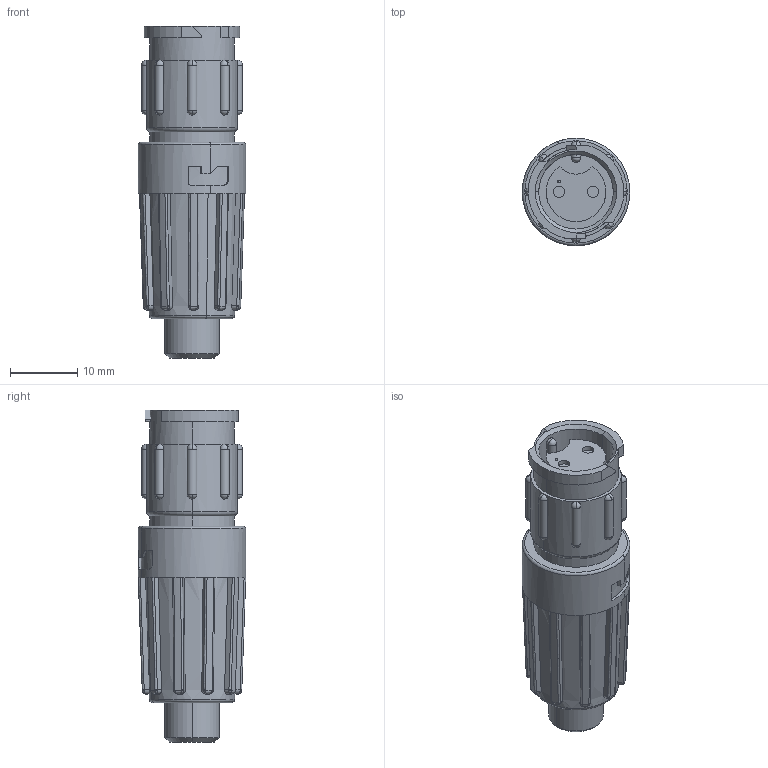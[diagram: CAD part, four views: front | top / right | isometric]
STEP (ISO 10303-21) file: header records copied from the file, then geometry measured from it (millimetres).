
FILE_DESCRIPTION (( 'STEP AP203' ), '1' );
FILE_NAME ('W8280-2SG-P-5XX.STEP', '2021-03-12T21:18:30', ( '' ), ( '' ), 'SwSTEP 2.0', 'SolidWorks 2020', '' );
FILE_SCHEMA (( 'CONFIG_CONTROL_DESIGN' ));
Length unit declared in the file: inch
Products named in the file (1): W8280-2SG-P-5XX
Bounding box: 16 x 16 x 49.42 mm (x, y, z)
Volume: 6306.9 mm3; surface area: 3569.1 mm2
Topology: 1 solids, 1 shells, 268 faces, 750 edges, 439 vertices
Faces by surface type: bspline 80, plane 76, cylinder 66, sphere 34, cone 6, torus 6
Entity records: 15099 total; most frequent: CARTESIAN_POINT 9294, ORIENTED_EDGE 1322, DIRECTION 1016, EDGE_CURVE 661, VERTEX_POINT 404, AXIS2_PLACEMENT_3D 402, EDGE_LOOP 277, ADVANCED_FACE 268
